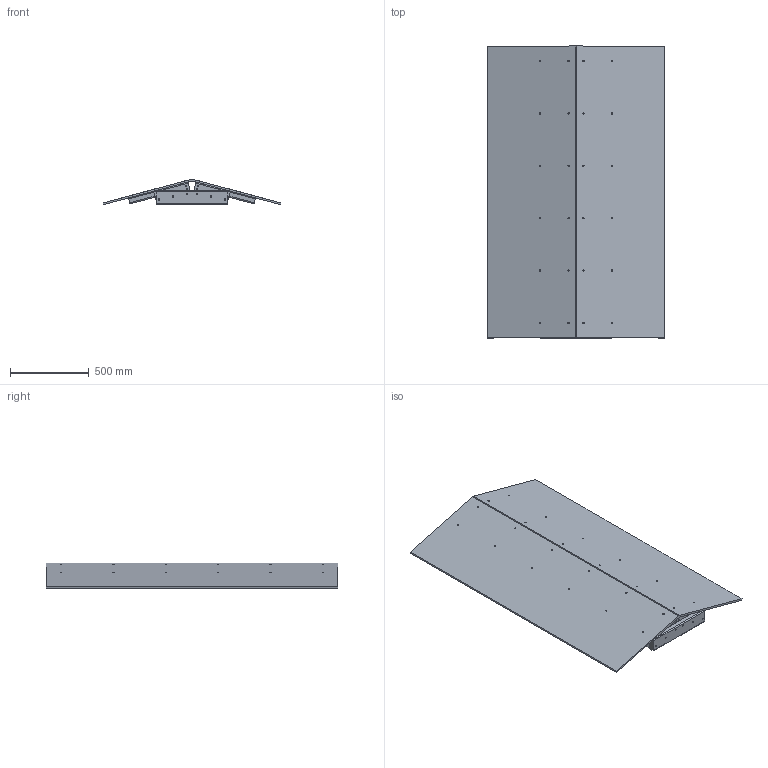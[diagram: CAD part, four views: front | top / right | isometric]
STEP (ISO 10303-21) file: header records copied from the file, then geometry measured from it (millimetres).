
FILE_DESCRIPTION(/* description */ ('STEP AP242 Edition 2','CAx-IF Rec.Pracs.---Representation and Presentation of Product Manufacturing Information (PMI)---4.0---2014-10-13','CAx-IF Rec.Pracs.---3D Tessellated Geometry---0.4---2014-09-14','2;1','CAx-IF Rec.Pracs.---User Defined Attributes---1.5---2016-08-15'),/* implementation_level */ '2;1');
FILE_NAME(/* name */ '695e8f508a81bfd8ba129e3b',/* time_stamp */ '2026-01-07T16:52:32Z',/* author */ (''),/* organization */ (''),/* preprocessor_version */ 'ST-DEVELOPER v20',/* originating_system */ 'ONSHAPE BY PTC INC, 1.208',/* authorisation */ ' ');
FILE_SCHEMA (('AP242_MANAGED_MODEL_BASED_3D_ENGINEERING_MIM_LF { 1 0 10303 442 3 1 4 }'));
Length unit declared in the file: metre
Products named in the file (10): TE-26100: TE Bump; 90031A203: 2.5" Phillips Flat Head Wood Screw; 90031A203: 1.5" Phillips Flat Head Wood Screw; TE-26106: Bump Cross Beam; TE-26101: Bump Structure <2>; TE-26104: Bump Vertical Beam; TE-26105: Bump Support Beam; TE-26103: Bump Horizontal Beam; TE-26102: Bump Floor; TE-26101: Bump Structure <1>
Assembly tree (142 placements, depth 3):
  TE-26100: TE Bump
    90031A203: 2.5" Phillips Flat Head Wood Screw  x36
    90031A203: 1.5" Phillips Flat Head Wood Screw  x12
    TE-26106: Bump Cross Beam  x2
    TE-26101: Bump Structure <2>
      90031A203: 2.5" Phillips Flat Head Wood Screw  x24
      TE-26104: Bump Vertical Beam  x2
      90031A203: 1.5" Phillips Flat Head Wood Screw  x12
      TE-26105: Bump Support Beam  x4
      TE-26103: Bump Horizontal Beam  x2
      TE-26102: Bump Floor
    TE-26101: Bump Structure <1>
      TE-26105: Bump Support Beam  x4
      90031A203: 1.5" Phillips Flat Head Wood Screw  x12
      90031A203: 2.5" Phillips Flat Head Wood Screw  x24
      TE-26104: Bump Vertical Beam  x2
      TE-26102: Bump Floor
      TE-26103: Bump Horizontal Beam  x2
Bounding box: 1127.64 x 1854.2 x 162.25 mm (x, y, z)
Volume: 58954625.7 mm3; surface area: 7072357.5 mm2
Topology: 140 solids, 140 shells, 4440 faces, 11900 edges, 7708 vertices
Faces by surface type: plane 3240, cylinder 648, cone 552
Full cylindrical faces by diameter (mm): 2.381 x216, 2.812 x120, 4.166 x120, 8.433 x120
Entity records: 6807 total; most frequent: DIRECTION 1236, CARTESIAN_POINT 1051, ORIENTED_EDGE 796, AXIS2_PLACEMENT_3D 508, EDGE_CURVE 398, FACE_BOUND 371, EDGE_LOOP 354, VERTEX_POINT 323
